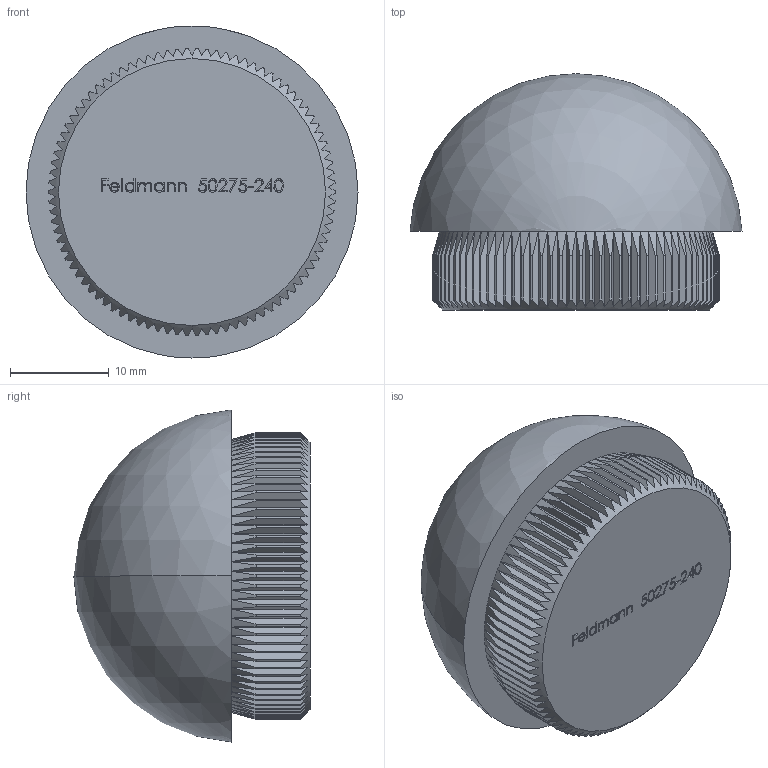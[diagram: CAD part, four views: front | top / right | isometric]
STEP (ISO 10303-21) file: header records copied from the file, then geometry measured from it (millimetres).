
FILE_DESCRIPTION (( 'STEP AP203' ), '1' );
FILE_NAME ('50268-240-25.step', '2018-10-25T12:00:51', ( '' ), ( '' ), 'SwSTEP 2.0', 'SolidWorks 2015', '' );
FILE_SCHEMA (( 'CONFIG_CONTROL_DESIGN' ));
Length unit declared in the file: millimetre
Products named in the file (1): 50268-240-25
Bounding box: 33.7 x 24 x 33.7 mm (x, y, z)
Volume: 14333.5 mm3; surface area: 3765.9 mm2
Topology: 1 solids, 1 shells, 584 faces, 1493 edges, 935 vertices
Faces by surface type: plane 306, bspline 94, cone 92, cylinder 90, sphere 2
Entity records: 23182 total; most frequent: CARTESIAN_POINT 10171, ORIENTED_EDGE 2986, DIRECTION 2203, EDGE_CURVE 1493, VERTEX_POINT 935, AXIS2_PLACEMENT_3D 767, VECTOR 669, LINE 669
